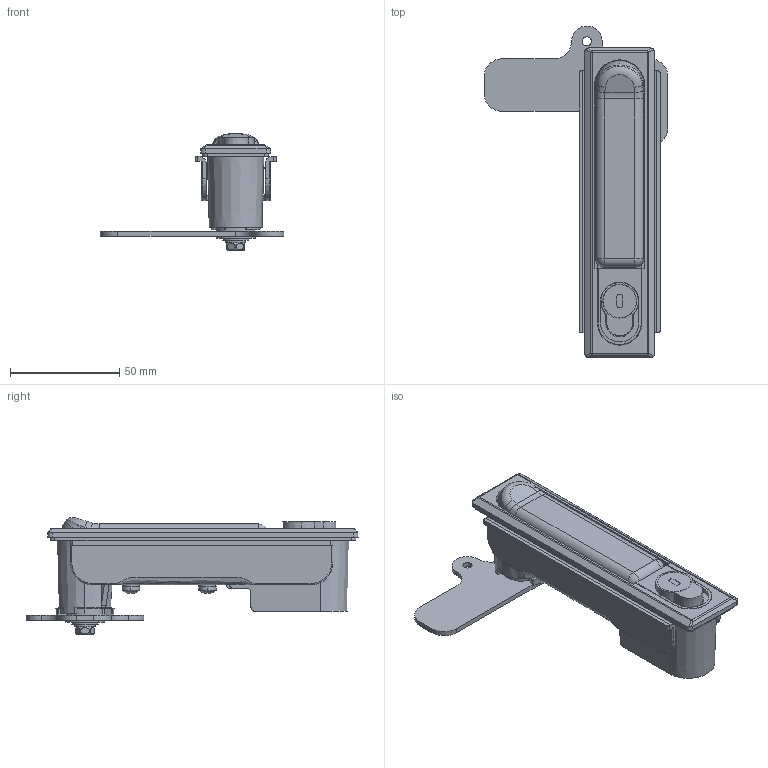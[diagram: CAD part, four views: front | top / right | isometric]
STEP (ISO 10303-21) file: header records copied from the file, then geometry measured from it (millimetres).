
FILE_DESCRIPTION (( 'STEP AP203' ), '1' );
FILE_NAME ('A-490-3.STEP', '2021-11-08T07:58:13', ( '' ), ( '' ), 'SwSTEP 2.0', 'SolidWorks 2018', '' );
FILE_SCHEMA (( 'CONFIG_CONTROL_DESIGN' ));
Length unit declared in the file: millimetre
Products named in the file (20): A-490-3ストッパー_; A-490-3; 暯儚僢僔儍乕M5暲娵_M5-冇12亊冇5.3亊t0.8; A-490-3パッキン_; A-490-3本体_; A-490-3シャフト_; 廫帤寠晅側傋偹偠M4_M4亊14; A-490-3止金_; A-490-3取付板_; スプリングワッシャーM4_JIS B 1251 No.2 4; スプリングワッシャーM5_JIS B 1251 No.2 5; A-490-3押ボタン_; A-490-3僗儁乕僒乕__冇18亊仩8亊t1; A-490-3ピン_; A-490-3儘乕僞乕働乕僗_; A-490-3ハンドル_; A-490-3儘乕僞乕assy__R0220; 廫帤寠晅偒榋妏儃儖僩M5_M5亊12; A-490-3儘乕僞乕__R0220; 廫帤寠晅嶮偹偠M3_M3亊8
Assembly tree (23 placements, depth 3):
  A-490-3
    A-490-3本体_
    A-490-3ハンドル_
    A-490-3僗儁乕僒乕__冇18亊仩8亊t1
    A-490-3パッキン_
    A-490-3シャフト_
    A-490-3ピン_
    A-490-3ストッパー_
    A-490-3取付板_
    暯儚僢僔儍乕M5暲娵_M5-冇12亊冇5.3亊t0.8
    スプリングワッシャーM5_JIS B 1251 No.2 5
    廫帤寠晅偒榋妏儃儖僩M5_M5亊12
    A-490-3止金_
    スプリングワッシャーM4_JIS B 1251 No.2 4  x2
    廫帤寠晅側傋偹偠M4_M4亊14  x2
    廫帤寠晅嶮偹偠M3_M3亊8  x3
    A-490-3儘乕僞乕assy__R0220
      A-490-3儘乕僞乕働乕僗_
      A-490-3押ボタン_
      A-490-3儘乕僞乕__R0220
Bounding box: 84 x 152 x 53.57 mm (x, y, z)
Volume: 99088.6 mm3; surface area: 72527.4 mm2
Topology: 22 solids, 22 shells, 776 faces, 1971 edges, 1257 vertices
Faces by surface type: plane 388, cylinder 253, cone 64, torus 27, bspline 23, sphere 21
Entity records: 24177 total; most frequent: CARTESIAN_POINT 5765, ORIENTED_EDGE 3410, DIRECTION 3409, EDGE_CURVE 1705, AXIS2_PLACEMENT_3D 1265, VERTEX_POINT 1103, VECTOR 879, LINE 879
